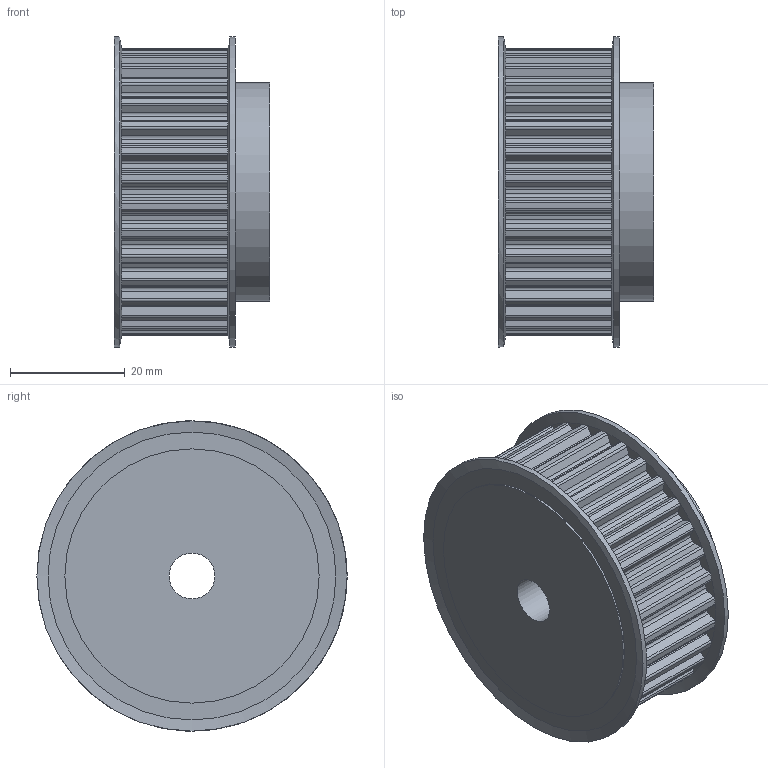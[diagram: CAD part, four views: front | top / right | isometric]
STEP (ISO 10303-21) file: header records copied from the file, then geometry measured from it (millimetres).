
FILE_DESCRIPTION( ( 'STEP AP203' ), '1' );
FILE_NAME( '16233200.stp', ' ', ( ' ' ), ( ' ' ), 'PSStep 15.0.47', 'PARTsolutions', ' ' );
FILE_SCHEMA( ( 'CONFIG_CONTROL_DESIGN' ) );
Length unit declared in the file: millimetre
Products named in the file (1): _16233200
Bounding box: 27 x 54 x 54 mm (x, y, z)
Volume: 44193.2 mm3; surface area: 11392.3 mm2
Topology: 1 solids, 1 shells, 333 faces, 855 edges, 526 vertices
Faces by surface type: cylinder 197, plane 132, cone 4
Full cylindrical faces by diameter (mm): 8 x1, 38 x1, 44.25 x1, 54 x2
Entity records: 10158 total; most frequent: DIRECTION 1972, CARTESIAN_POINT 1702, ORIENTED_EDGE 1688, EDGE_CURVE 844, AXIS2_PLACEMENT_3D 794, VERTEX_POINT 524, CIRCLE 460, LINE 384
